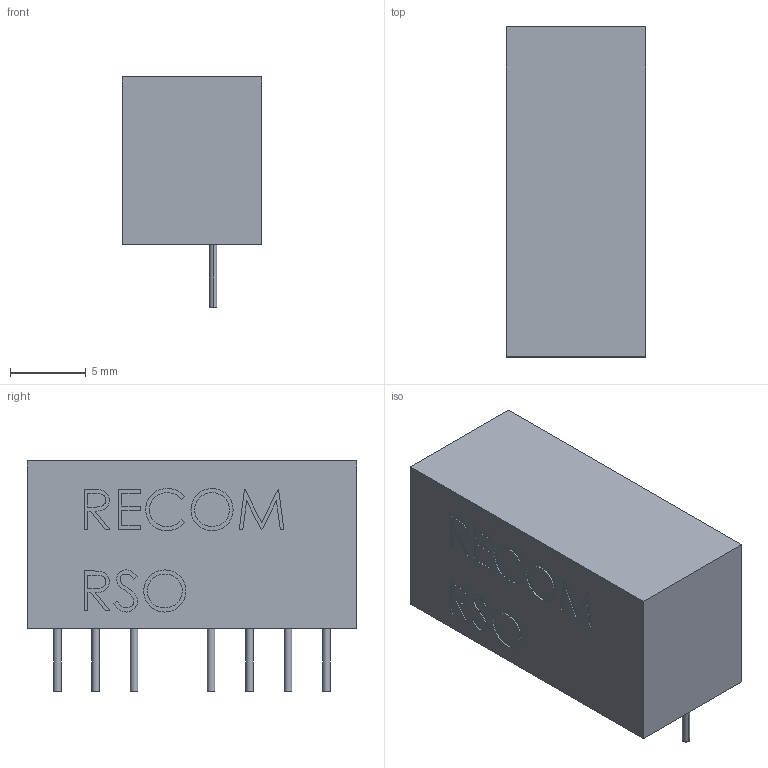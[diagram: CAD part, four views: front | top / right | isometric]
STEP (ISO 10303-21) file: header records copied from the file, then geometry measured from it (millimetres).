
FILE_DESCRIPTION(('FreeCAD Model'),'2;1');
FILE_NAME('User Library-RECOMRSO.step', '2017-02-10T14:38:19',('kicad StepUp'),('ksu MCAD'), 'Open CASCADE STEP processor 6.8','FreeCAD','Unknown');
FILE_SCHEMA(('AUTOMOTIVE_DESIGN_CC2 { 1 2 10303 214 -1 1 5 4 }'));
Length unit declared in the file: millimetre
Products named in the file (1): User_Library-RECOMRSO
Bounding box: 9.2 x 21.8 x 15.2 mm (x, y, z)
Volume: 2230.4 mm3; surface area: 1146.2 mm2
Topology: 1 solids, 1 shells, 140 faces, 357 edges, 238 vertices
Faces by surface type: plane 76, bspline 50, cylinder 14
Entity records: 8254 total; most frequent: CARTESIAN_POINT 4178, ORIENTED_EDGE 714, DIRECTION 467, EDGE_CURVE 357, VERTEX_POINT 238, LINE 229, VECTOR 229, FACE_BOUND 159
